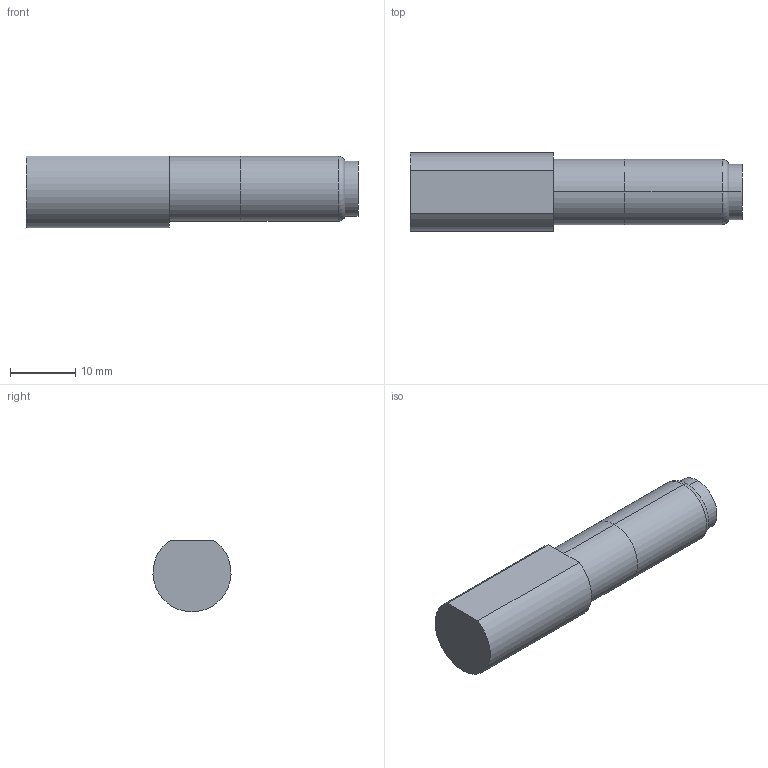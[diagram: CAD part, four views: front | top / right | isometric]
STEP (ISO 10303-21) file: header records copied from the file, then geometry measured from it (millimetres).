
FILE_DESCRIPTION(('STEP AP214'),'1');
FILE_NAME('cctmp_1EE4ADA7-A28F-49EC-9FDE-A711DF577E3F_2023_07_14_09_54_17_0058_9656..stp','2023-07-14T07:54:17',('HASCO Hasenclever GmbH & Co. KG'),('CADClick - www.CADClick.com'),'Spatial InterOp 3D',' ','unknown authorization');
FILE_SCHEMA(('AUTOMOTIVE_DESIGN'));
Length unit declared in the file: millimetre
Products named in the file (4): cc_unnamed; Z172/10-03/E; Z172/10-02/E; Z172/10-01/E
Assembly tree (3 placements, depth 2):
  cc_unnamed
    Z172/10-03/E
    Z172/10-02/E
    Z172/10-01/E
Bounding box: 51 x 11.99 x 11 mm (x, y, z)
Volume: 4536.4 mm3; surface area: 3053.5 mm2
Topology: 3 solids, 3 shells, 47 faces, 100 edges, 58 vertices
Faces by surface type: plane 21, cylinder 14, cone 10, torus 2
Entity records: 1719 total; most frequent: DIRECTION 242, CARTESIAN_POINT 205, ORIENTED_EDGE 192, EDGE_CURVE 96, AXIS2_PLACEMENT_3D 95, VERTEX_POINT 58, EDGE_LOOP 52, LINE 52
